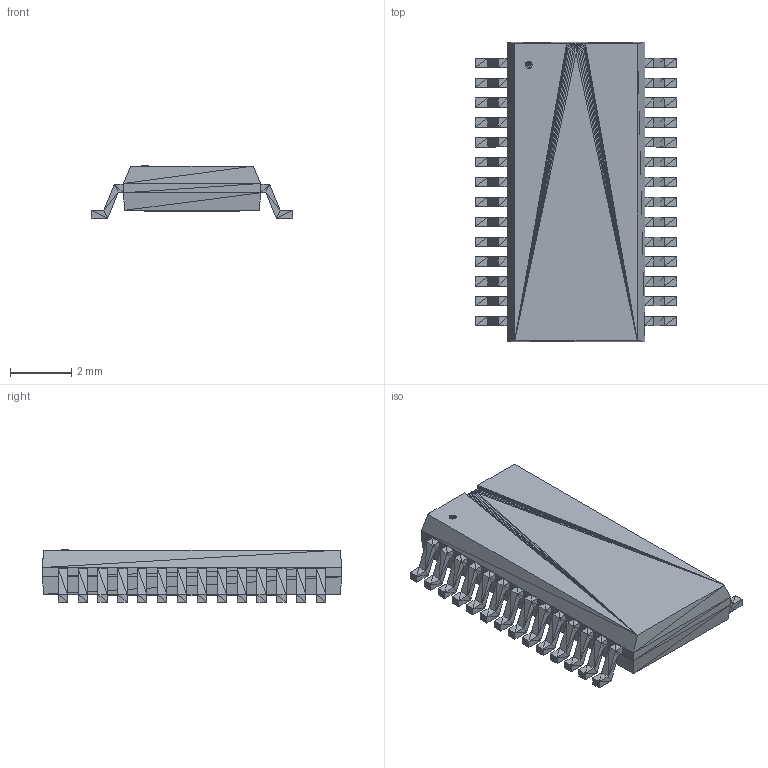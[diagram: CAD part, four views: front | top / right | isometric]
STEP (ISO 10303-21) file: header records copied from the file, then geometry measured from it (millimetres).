
FILE_DESCRIPTION(('STEP AP214'),'1');
FILE_NAME('PWP28_5P18X3P1-L','2018-12-10T17:16:32',(''),(''),'','','');
FILE_SCHEMA(('AUTOMOTIVE_DESIGN'));
Length unit declared in the file: millimetre
Products named in the file (1): product
Bounding box: 6.6 x 9.8 x 1.7 mm (x, y, z)
Surface area: 210.6 mm2 (no closed solid volume)
Topology: 0 solids, 1049 shells, 1049 faces, 3147 edges, 3147 vertices
Faces by surface type: plane 1049
Entity records: 34676 total; most frequent: CARTESIAN_POINT 7344, DIRECTION 5247, ORIENTED_EDGE 3147, EDGE_CURVE 3147, VERTEX_POINT 3147, LINE 3147, VECTOR 3147, AXIS2_PLACEMENT_3D 1050
